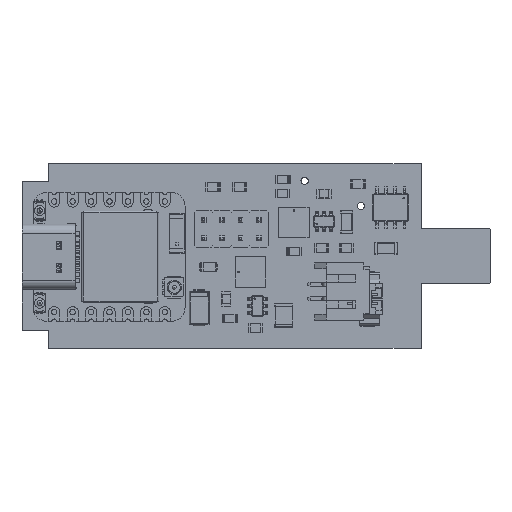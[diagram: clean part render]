
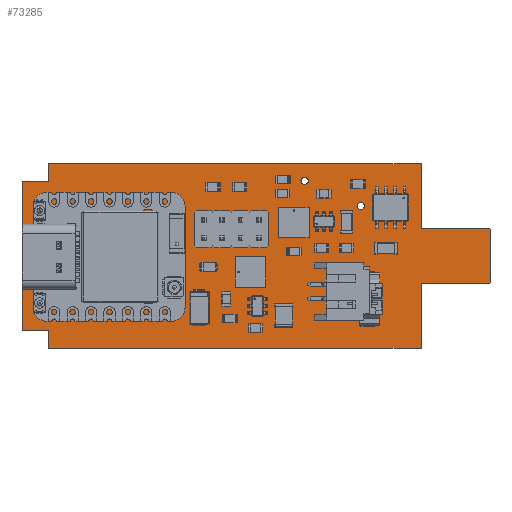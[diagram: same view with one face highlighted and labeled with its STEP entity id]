
A CAD part, top view. The second image highlights one B-rep face of the part: STEP entity #73285.
In plain terms, the highlighted planar face has unit normal (0, 0, 1).
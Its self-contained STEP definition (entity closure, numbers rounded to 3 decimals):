
#72972 = VERTEX_POINT('',#72973);
#72973 = CARTESIAN_POINT('',(124.825,-67.45,0.91));
#72979 = EDGE_CURVE('',#72972,#72980,#72982,.T.);
#72980 = VERTEX_POINT('',#72981);
#72981 = CARTESIAN_POINT('',(134.225,-67.45,0.91));
#72982 = LINE('',#72983,#72984);
#72983 = CARTESIAN_POINT('',(124.825,-67.45,0.91));
#72984 = VECTOR('',#72985,1.);
#72985 = DIRECTION('',(1.,0.,0.));
#73012 = VERTEX_POINT('',#73013);
#73013 = CARTESIAN_POINT('',(124.825,-58.55,0.91));
#73019 = EDGE_CURVE('',#73012,#72972,#73020,.T.);
#73020 = LINE('',#73021,#73022);
#73021 = CARTESIAN_POINT('',(124.825,-58.55,0.91));
#73022 = VECTOR('',#73023,1.);
#73023 = DIRECTION('',(0.,-1.,0.));
#73041 = EDGE_CURVE('',#72980,#73042,#73044,.T.);
#73042 = VERTEX_POINT('',#73043);
#73043 = CARTESIAN_POINT('',(134.325,-67.55,0.91));
#73044 = LINE('',#73045,#73046);
#73045 = CARTESIAN_POINT('',(134.225,-67.45,0.91));
#73046 = VECTOR('',#73047,1.);
#73047 = DIRECTION('',(0.707,-0.707,0.));
#73285 = ADVANCED_FACE('',(#73286,#73377,#73388,#73399,#73410,#73421,
    #73432,#73443,#73454,#73465,#73476,#73487),#73498,.T.);
#73286 = FACE_BOUND('',#73287,.T.);
#73287 = EDGE_LOOP('',(#73288,#73289,#73290,#73298,#73306,#73314,#73322,
    #73330,#73338,#73346,#73354,#73362,#73370,#73376));
#73288 = ORIENTED_EDGE('',*,*,#72979,.F.);
#73289 = ORIENTED_EDGE('',*,*,#73019,.F.);
#73290 = ORIENTED_EDGE('',*,*,#73291,.F.);
#73291 = EDGE_CURVE('',#73292,#73012,#73294,.T.);
#73292 = VERTEX_POINT('',#73293);
#73293 = CARTESIAN_POINT('',(73.425,-58.55,0.91));
#73294 = LINE('',#73295,#73296);
#73295 = CARTESIAN_POINT('',(73.425,-58.55,0.91));
#73296 = VECTOR('',#73297,1.);
#73297 = DIRECTION('',(1.,0.,0.));
#73298 = ORIENTED_EDGE('',*,*,#73299,.F.);
#73299 = EDGE_CURVE('',#73300,#73292,#73302,.T.);
#73300 = VERTEX_POINT('',#73301);
#73301 = CARTESIAN_POINT('',(73.425,-61.05,0.91));
#73302 = LINE('',#73303,#73304);
#73303 = CARTESIAN_POINT('',(73.425,-61.05,0.91));
#73304 = VECTOR('',#73305,1.);
#73305 = DIRECTION('',(0.,1.,0.));
#73306 = ORIENTED_EDGE('',*,*,#73307,.F.);
#73307 = EDGE_CURVE('',#73308,#73300,#73310,.T.);
#73308 = VERTEX_POINT('',#73309);
#73309 = CARTESIAN_POINT('',(69.825,-61.05,0.91));
#73310 = LINE('',#73311,#73312);
#73311 = CARTESIAN_POINT('',(69.825,-61.05,0.91));
#73312 = VECTOR('',#73313,1.);
#73313 = DIRECTION('',(1.,0.,0.));
#73314 = ORIENTED_EDGE('',*,*,#73315,.F.);
#73315 = EDGE_CURVE('',#73316,#73308,#73318,.T.);
#73316 = VERTEX_POINT('',#73317);
#73317 = CARTESIAN_POINT('',(69.825,-81.45,0.91));
#73318 = LINE('',#73319,#73320);
#73319 = CARTESIAN_POINT('',(69.825,-81.45,0.91));
#73320 = VECTOR('',#73321,1.);
#73321 = DIRECTION('',(0.,1.,0.));
#73322 = ORIENTED_EDGE('',*,*,#73323,.F.);
#73323 = EDGE_CURVE('',#73324,#73316,#73326,.T.);
#73324 = VERTEX_POINT('',#73325);
#73325 = CARTESIAN_POINT('',(73.425,-81.45,0.91));
#73326 = LINE('',#73327,#73328);
#73327 = CARTESIAN_POINT('',(73.425,-81.45,0.91));
#73328 = VECTOR('',#73329,1.);
#73329 = DIRECTION('',(-1.,0.,0.));
#73330 = ORIENTED_EDGE('',*,*,#73331,.F.);
#73331 = EDGE_CURVE('',#73332,#73324,#73334,.T.);
#73332 = VERTEX_POINT('',#73333);
#73333 = CARTESIAN_POINT('',(73.425,-83.95,0.91));
#73334 = LINE('',#73335,#73336);
#73335 = CARTESIAN_POINT('',(73.425,-83.95,0.91));
#73336 = VECTOR('',#73337,1.);
#73337 = DIRECTION('',(0.,1.,0.));
#73338 = ORIENTED_EDGE('',*,*,#73339,.F.);
#73339 = EDGE_CURVE('',#73340,#73332,#73342,.T.);
#73340 = VERTEX_POINT('',#73341);
#73341 = CARTESIAN_POINT('',(124.825,-83.95,0.91));
#73342 = LINE('',#73343,#73344);
#73343 = CARTESIAN_POINT('',(124.825,-83.95,0.91));
#73344 = VECTOR('',#73345,1.);
#73345 = DIRECTION('',(-1.,0.,0.));
#73346 = ORIENTED_EDGE('',*,*,#73347,.F.);
#73347 = EDGE_CURVE('',#73348,#73340,#73350,.T.);
#73348 = VERTEX_POINT('',#73349);
#73349 = CARTESIAN_POINT('',(124.825,-75.05,0.91));
#73350 = LINE('',#73351,#73352);
#73351 = CARTESIAN_POINT('',(124.825,-75.05,0.91));
#73352 = VECTOR('',#73353,1.);
#73353 = DIRECTION('',(0.,-1.,0.));
#73354 = ORIENTED_EDGE('',*,*,#73355,.F.);
#73355 = EDGE_CURVE('',#73356,#73348,#73358,.T.);
#73356 = VERTEX_POINT('',#73357);
#73357 = CARTESIAN_POINT('',(134.225,-75.05,0.91));
#73358 = LINE('',#73359,#73360);
#73359 = CARTESIAN_POINT('',(134.225,-75.05,0.91));
#73360 = VECTOR('',#73361,1.);
#73361 = DIRECTION('',(-1.,0.,0.));
#73362 = ORIENTED_EDGE('',*,*,#73363,.F.);
#73363 = EDGE_CURVE('',#73364,#73356,#73366,.T.);
#73364 = VERTEX_POINT('',#73365);
#73365 = CARTESIAN_POINT('',(134.325,-74.95,0.91));
#73366 = LINE('',#73367,#73368);
#73367 = CARTESIAN_POINT('',(134.325,-74.95,0.91));
#73368 = VECTOR('',#73369,1.);
#73369 = DIRECTION('',(-0.707,-0.707,0.));
#73370 = ORIENTED_EDGE('',*,*,#73371,.F.);
#73371 = EDGE_CURVE('',#73042,#73364,#73372,.T.);
#73372 = LINE('',#73373,#73374);
#73373 = CARTESIAN_POINT('',(134.325,-67.55,0.91));
#73374 = VECTOR('',#73375,1.);
#73375 = DIRECTION('',(0.,-1.,0.));
#73376 = ORIENTED_EDGE('',*,*,#73041,.F.);
#73377 = FACE_BOUND('',#73378,.T.);
#73378 = EDGE_LOOP('',(#73379));
#73379 = ORIENTED_EDGE('',*,*,#73380,.T.);
#73380 = EDGE_CURVE('',#73381,#73381,#73383,.T.);
#73381 = VERTEX_POINT('',#73382);
#73382 = CARTESIAN_POINT('',(94.865,-69.315,0.91));
#73383 = CIRCLE('',#73384,0.5);
#73384 = AXIS2_PLACEMENT_3D('',#73385,#73386,#73387);
#73385 = CARTESIAN_POINT('',(94.865,-68.815,0.91));
#73386 = DIRECTION('',(-0.,0.,-1.));
#73387 = DIRECTION('',(-0.,-1.,0.));
#73388 = FACE_BOUND('',#73389,.T.);
#73389 = EDGE_LOOP('',(#73390));
#73390 = ORIENTED_EDGE('',*,*,#73391,.T.);
#73391 = EDGE_CURVE('',#73392,#73392,#73394,.T.);
#73392 = VERTEX_POINT('',#73393);
#73393 = CARTESIAN_POINT('',(97.405,-69.315,0.91));
#73394 = CIRCLE('',#73395,0.5);
#73395 = AXIS2_PLACEMENT_3D('',#73396,#73397,#73398);
#73396 = CARTESIAN_POINT('',(97.405,-68.815,0.91));
#73397 = DIRECTION('',(-0.,0.,-1.));
#73398 = DIRECTION('',(-0.,-1.,0.));
#73399 = FACE_BOUND('',#73400,.T.);
#73400 = EDGE_LOOP('',(#73401));
#73401 = ORIENTED_EDGE('',*,*,#73402,.T.);
#73402 = EDGE_CURVE('',#73403,#73403,#73405,.T.);
#73403 = VERTEX_POINT('',#73404);
#73404 = CARTESIAN_POINT('',(99.945,-69.315,0.91));
#73405 = CIRCLE('',#73406,0.5);
#73406 = AXIS2_PLACEMENT_3D('',#73407,#73408,#73409);
#73407 = CARTESIAN_POINT('',(99.945,-68.815,0.91));
#73408 = DIRECTION('',(-0.,0.,-1.));
#73409 = DIRECTION('',(-0.,-1.,0.));
#73410 = FACE_BOUND('',#73411,.T.);
#73411 = EDGE_LOOP('',(#73412));
#73412 = ORIENTED_EDGE('',*,*,#73413,.T.);
#73413 = EDGE_CURVE('',#73414,#73414,#73416,.T.);
#73414 = VERTEX_POINT('',#73415);
#73415 = CARTESIAN_POINT('',(102.485,-69.315,0.91));
#73416 = CIRCLE('',#73417,0.5);
#73417 = AXIS2_PLACEMENT_3D('',#73418,#73419,#73420);
#73418 = CARTESIAN_POINT('',(102.485,-68.815,0.91));
#73419 = DIRECTION('',(-0.,0.,-1.));
#73420 = DIRECTION('',(-0.,-1.,0.));
#73421 = FACE_BOUND('',#73422,.T.);
#73422 = EDGE_LOOP('',(#73423));
#73423 = ORIENTED_EDGE('',*,*,#73424,.T.);
#73424 = EDGE_CURVE('',#73425,#73425,#73427,.T.);
#73425 = VERTEX_POINT('',#73426);
#73426 = CARTESIAN_POINT('',(94.865,-66.775,0.91));
#73427 = CIRCLE('',#73428,0.5);
#73428 = AXIS2_PLACEMENT_3D('',#73429,#73430,#73431);
#73429 = CARTESIAN_POINT('',(94.865,-66.275,0.91));
#73430 = DIRECTION('',(-0.,0.,-1.));
#73431 = DIRECTION('',(-0.,-1.,0.));
#73432 = FACE_BOUND('',#73433,.T.);
#73433 = EDGE_LOOP('',(#73434));
#73434 = ORIENTED_EDGE('',*,*,#73435,.T.);
#73435 = EDGE_CURVE('',#73436,#73436,#73438,.T.);
#73436 = VERTEX_POINT('',#73437);
#73437 = CARTESIAN_POINT('',(97.405,-66.775,0.91));
#73438 = CIRCLE('',#73439,0.5);
#73439 = AXIS2_PLACEMENT_3D('',#73440,#73441,#73442);
#73440 = CARTESIAN_POINT('',(97.405,-66.275,0.91));
#73441 = DIRECTION('',(-0.,0.,-1.));
#73442 = DIRECTION('',(-0.,-1.,0.));
#73443 = FACE_BOUND('',#73444,.T.);
#73444 = EDGE_LOOP('',(#73445));
#73445 = ORIENTED_EDGE('',*,*,#73446,.T.);
#73446 = EDGE_CURVE('',#73447,#73447,#73449,.T.);
#73447 = VERTEX_POINT('',#73448);
#73448 = CARTESIAN_POINT('',(99.945,-66.775,0.91));
#73449 = CIRCLE('',#73450,0.5);
#73450 = AXIS2_PLACEMENT_3D('',#73451,#73452,#73453);
#73451 = CARTESIAN_POINT('',(99.945,-66.275,0.91));
#73452 = DIRECTION('',(-0.,0.,-1.));
#73453 = DIRECTION('',(-0.,-1.,0.));
#73454 = FACE_BOUND('',#73455,.T.);
#73455 = EDGE_LOOP('',(#73456));
#73456 = ORIENTED_EDGE('',*,*,#73457,.T.);
#73457 = EDGE_CURVE('',#73458,#73458,#73460,.T.);
#73458 = VERTEX_POINT('',#73459);
#73459 = CARTESIAN_POINT('',(102.485,-66.775,0.91));
#73460 = CIRCLE('',#73461,0.5);
#73461 = AXIS2_PLACEMENT_3D('',#73462,#73463,#73464);
#73462 = CARTESIAN_POINT('',(102.485,-66.275,0.91));
#73463 = DIRECTION('',(-0.,0.,-1.));
#73464 = DIRECTION('',(-0.,-1.,0.));
#73465 = FACE_BOUND('',#73466,.T.);
#73466 = EDGE_LOOP('',(#73467));
#73467 = ORIENTED_EDGE('',*,*,#73468,.T.);
#73468 = EDGE_CURVE('',#73469,#73469,#73471,.T.);
#73469 = VERTEX_POINT('',#73470);
#73470 = CARTESIAN_POINT('',(116.525,-64.86,0.91));
#73471 = CIRCLE('',#73472,0.5);
#73472 = AXIS2_PLACEMENT_3D('',#73473,#73474,#73475);
#73473 = CARTESIAN_POINT('',(116.525,-64.36,0.91));
#73474 = DIRECTION('',(-0.,0.,-1.));
#73475 = DIRECTION('',(-0.,-1.,0.));
#73476 = FACE_BOUND('',#73477,.T.);
#73477 = EDGE_LOOP('',(#73478));
#73478 = ORIENTED_EDGE('',*,*,#73479,.T.);
#73479 = EDGE_CURVE('',#73480,#73480,#73482,.T.);
#73480 = VERTEX_POINT('',#73481);
#73481 = CARTESIAN_POINT('',(120.63,-65.48,0.91));
#73482 = CIRCLE('',#73483,0.9);
#73483 = AXIS2_PLACEMENT_3D('',#73484,#73485,#73486);
#73484 = CARTESIAN_POINT('',(120.63,-64.58,0.91));
#73485 = DIRECTION('',(-0.,0.,-1.));
#73486 = DIRECTION('',(-0.,-1.,0.));
#73487 = FACE_BOUND('',#73488,.T.);
#73488 = EDGE_LOOP('',(#73489));
#73489 = ORIENTED_EDGE('',*,*,#73490,.T.);
#73490 = EDGE_CURVE('',#73491,#73491,#73493,.T.);
#73491 = VERTEX_POINT('',#73492);
#73492 = CARTESIAN_POINT('',(108.775,-61.39,0.91));
#73493 = CIRCLE('',#73494,0.5);
#73494 = AXIS2_PLACEMENT_3D('',#73495,#73496,#73497);
#73495 = CARTESIAN_POINT('',(108.775,-60.89,0.91));
#73496 = DIRECTION('',(-0.,0.,-1.));
#73497 = DIRECTION('',(-0.,-1.,0.));
#73498 = PLANE('',#73499);
#73499 = AXIS2_PLACEMENT_3D('',#73500,#73501,#73502);
#73500 = CARTESIAN_POINT('',(0.,0.,0.91));
#73501 = DIRECTION('',(0.,0.,1.));
#73502 = DIRECTION('',(1.,0.,-0.));
